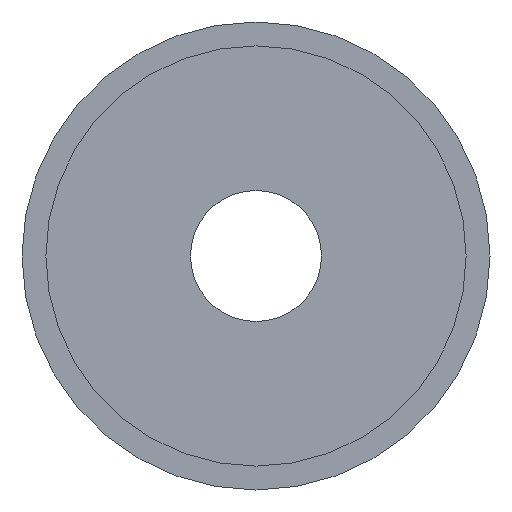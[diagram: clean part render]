
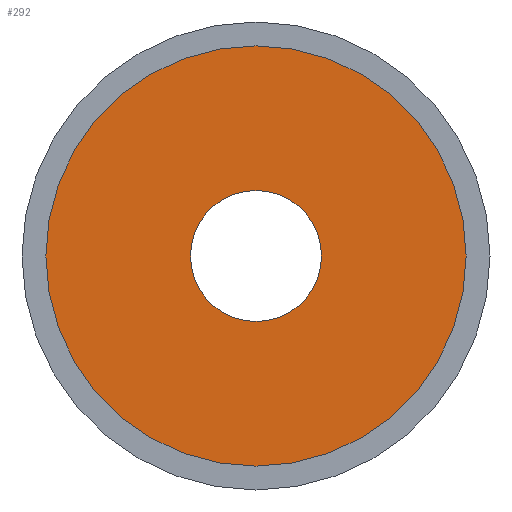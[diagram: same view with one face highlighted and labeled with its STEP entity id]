
A CAD part, front view. The second image highlights one B-rep face of the part: STEP entity #292.
In plain terms, the highlighted planar face has unit normal (0, -1, 0).
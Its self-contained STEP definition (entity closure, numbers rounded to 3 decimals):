
#137 = CYLINDRICAL_SURFACE('',#138,7.);
#138 = AXIS2_PLACEMENT_3D('',#139,#140,#141);
#139 = CARTESIAN_POINT('',(0.,-6.9,0.));
#140 = DIRECTION('',(0.,-1.,0.));
#141 = DIRECTION('',(1.,0.,0.));
#175 = CYLINDRICAL_SURFACE('',#176,22.45);
#176 = AXIS2_PLACEMENT_3D('',#177,#178,#179);
#177 = CARTESIAN_POINT('',(0.,-4.,0.));
#178 = DIRECTION('',(0.,1.,0.));
#179 = DIRECTION('',(1.,0.,0.));
#189 = EDGE_CURVE('',#190,#190,#192,.T.);
#190 = VERTEX_POINT('',#191);
#191 = CARTESIAN_POINT('',(7.,-6.9,0.));
#192 = SURFACE_CURVE('',#193,(#198,#204),.PCURVE_S1.);
#193 = CIRCLE('',#194,7.);
#194 = AXIS2_PLACEMENT_3D('',#195,#196,#197);
#195 = CARTESIAN_POINT('',(0.,-6.9,0.));
#196 = DIRECTION('',(0.,-1.,0.));
#197 = DIRECTION('',(1.,0.,0.));
#198 = PCURVE('',#137,#199);
#199 = DEFINITIONAL_REPRESENTATION('',(#200),#203);
#200 = B_SPLINE_CURVE_WITH_KNOTS('',1,(#201,#202),.UNSPECIFIED.,.F.,.F.,
  (2,2),(0.,6.283),.PIECEWISE_BEZIER_KNOTS.);
#201 = CARTESIAN_POINT('',(0.,0.));
#202 = CARTESIAN_POINT('',(6.283,0.));
#203 = ( GEOMETRIC_REPRESENTATION_CONTEXT(2) 
PARAMETRIC_REPRESENTATION_CONTEXT() REPRESENTATION_CONTEXT('2D SPACE',''
  ) );
#204 = PCURVE('',#205,#210);
#205 = PLANE('',#206);
#206 = AXIS2_PLACEMENT_3D('',#207,#208,#209);
#207 = CARTESIAN_POINT('',(0.,-6.9,0.));
#208 = DIRECTION('',(0.,1.,0.));
#209 = DIRECTION('',(0.,0.,1.));
#210 = DEFINITIONAL_REPRESENTATION('',(#211),#219);
#211 = ( BOUNDED_CURVE() B_SPLINE_CURVE(2,(#212,#213,#214,#215,#216,#217
,#218),.UNSPECIFIED.,.T.,.F.) B_SPLINE_CURVE_WITH_KNOTS((1,2,2,2,2,1),(
    -2.094,0.,2.094,4.189,6.283,
8.378),.UNSPECIFIED.) CURVE() GEOMETRIC_REPRESENTATION_ITEM() 
RATIONAL_B_SPLINE_CURVE((1.,0.5,1.,0.5,1.,0.5,1.)) REPRESENTATION_ITEM(
  '') );
#212 = CARTESIAN_POINT('',(0.,7.));
#213 = CARTESIAN_POINT('',(12.124,7.));
#214 = CARTESIAN_POINT('',(6.062,-3.5));
#215 = CARTESIAN_POINT('',(0.,-14.));
#216 = CARTESIAN_POINT('',(-6.062,-3.5));
#217 = CARTESIAN_POINT('',(-12.124,7.));
#218 = CARTESIAN_POINT('',(0.,7.));
#219 = ( GEOMETRIC_REPRESENTATION_CONTEXT(2) 
PARAMETRIC_REPRESENTATION_CONTEXT() REPRESENTATION_CONTEXT('2D SPACE',''
  ) );
#246 = VERTEX_POINT('',#247);
#247 = CARTESIAN_POINT('',(22.45,-6.9,0.));
#266 = EDGE_CURVE('',#246,#246,#267,.T.);
#267 = SURFACE_CURVE('',#268,(#273,#279),.PCURVE_S1.);
#268 = CIRCLE('',#269,22.45);
#269 = AXIS2_PLACEMENT_3D('',#270,#271,#272);
#270 = CARTESIAN_POINT('',(0.,-6.9,0.));
#271 = DIRECTION('',(0.,-1.,0.));
#272 = DIRECTION('',(1.,0.,0.));
#273 = PCURVE('',#175,#274);
#274 = DEFINITIONAL_REPRESENTATION('',(#275),#278);
#275 = B_SPLINE_CURVE_WITH_KNOTS('',1,(#276,#277),.UNSPECIFIED.,.F.,.F.,
  (2,2),(0.,6.283),.PIECEWISE_BEZIER_KNOTS.);
#276 = CARTESIAN_POINT('',(0.,-2.9));
#277 = CARTESIAN_POINT('',(-6.283,-2.9));
#278 = ( GEOMETRIC_REPRESENTATION_CONTEXT(2) 
PARAMETRIC_REPRESENTATION_CONTEXT() REPRESENTATION_CONTEXT('2D SPACE',''
  ) );
#279 = PCURVE('',#205,#280);
#280 = DEFINITIONAL_REPRESENTATION('',(#281),#289);
#281 = ( BOUNDED_CURVE() B_SPLINE_CURVE(2,(#282,#283,#284,#285,#286,#287
,#288),.UNSPECIFIED.,.T.,.F.) B_SPLINE_CURVE_WITH_KNOTS((1,2,2,2,2,1),(
    -2.094,0.,2.094,4.189,6.283,
8.378),.UNSPECIFIED.) CURVE() GEOMETRIC_REPRESENTATION_ITEM() 
RATIONAL_B_SPLINE_CURVE((1.,0.5,1.,0.5,1.,0.5,1.)) REPRESENTATION_ITEM(
  '') );
#282 = CARTESIAN_POINT('',(0.,22.45));
#283 = CARTESIAN_POINT('',(38.885,22.45));
#284 = CARTESIAN_POINT('',(19.442,-11.225));
#285 = CARTESIAN_POINT('',(0.,-44.9));
#286 = CARTESIAN_POINT('',(-19.442,-11.225));
#287 = CARTESIAN_POINT('',(-38.885,22.45));
#288 = CARTESIAN_POINT('',(0.,22.45));
#289 = ( GEOMETRIC_REPRESENTATION_CONTEXT(2) 
PARAMETRIC_REPRESENTATION_CONTEXT() REPRESENTATION_CONTEXT('2D SPACE',''
  ) );
#292 = ADVANCED_FACE('',(#293,#296),#205,.F.);
#293 = FACE_BOUND('',#294,.F.);
#294 = EDGE_LOOP('',(#295));
#295 = ORIENTED_EDGE('',*,*,#266,.F.);
#296 = FACE_BOUND('',#297,.F.);
#297 = EDGE_LOOP('',(#298));
#298 = ORIENTED_EDGE('',*,*,#189,.T.);
